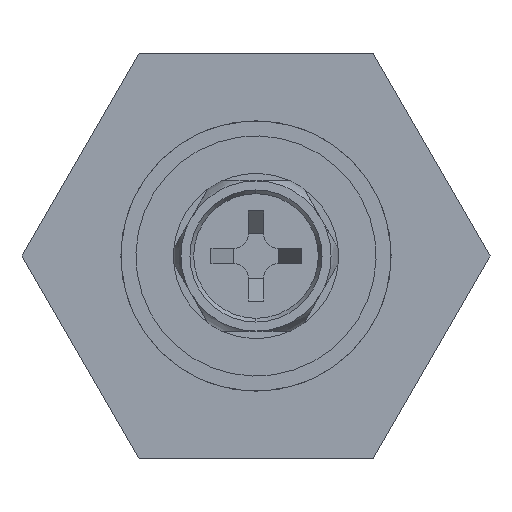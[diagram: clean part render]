
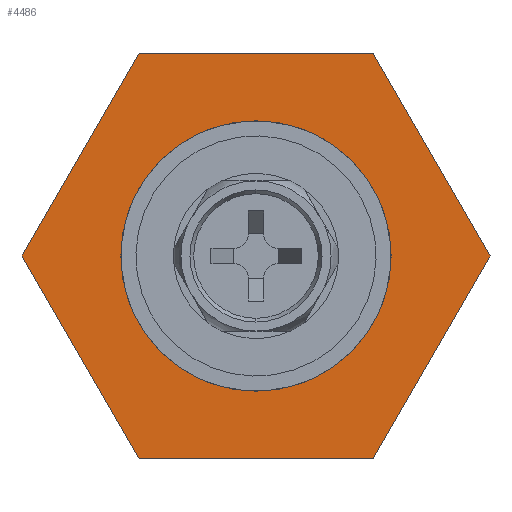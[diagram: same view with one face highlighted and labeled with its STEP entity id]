
A CAD part, left-side view. The second image highlights one B-rep face of the part: STEP entity #4486.
In plain terms, the highlighted face is planar.
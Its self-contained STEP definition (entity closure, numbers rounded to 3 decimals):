
#72 = LINE ( 'NONE', #4246, #3401 ) ;
#73 = LINE ( 'NONE', #3978, #3469 ) ;
#75 = LINE ( 'NONE', #4315, #3493 ) ;
#120 = LINE ( 'NONE', #4024, #3534 ) ;
#138 = LINE ( 'NONE', #4330, #3511 ) ;
#177 = LINE ( 'NONE', #3834, #3416 ) ;
#313 = FACE_BOUND ( 'NONE', #1622, .T. ) ;
#314 = FACE_OUTER_BOUND ( 'NONE', #1623, .T. ) ;
#645 = VERTEX_POINT ( 'NONE', #4308 ) ;
#652 = VERTEX_POINT ( 'NONE', #4242 ) ;
#661 = VERTEX_POINT ( 'NONE', #4346 ) ;
#662 = VERTEX_POINT ( 'NONE', #4289 ) ;
#680 = VERTEX_POINT ( 'NONE', #4122 ) ;
#1427 = VERTEX_POINT ( 'NONE', #4232 ) ;
#1472 = VERTEX_POINT ( 'NONE', #4003 ) ;
#1474 = VERTEX_POINT ( 'NONE', #4397 ) ;
#1622 = EDGE_LOOP ( 'NONE', ( #2847, #2901 ) ) ;
#1623 = EDGE_LOOP ( 'NONE', ( #2854, #2883, #2899, #2874, #2881, #2895 ) ) ;
#1641 = EDGE_CURVE ( 'NONE', #645, #1474, #75, .T. ) ;
#1642 = EDGE_CURVE ( 'NONE', #661, #662, #73, .T. ) ;
#1644 = EDGE_CURVE ( 'NONE', #680, #652, #72, .T. ) ;
#1661 = EDGE_CURVE ( 'NONE', #1474, #661, #120, .T. ) ;
#1679 = EDGE_CURVE ( 'NONE', #652, #645, #138, .T. ) ;
#1700 = EDGE_CURVE ( 'NONE', #1427, #1472, #3503, .T. ) ;
#1721 = EDGE_CURVE ( 'NONE', #662, #680, #177, .T. ) ;
#1938 = CIRCLE ( 'NONE', #2024, 9. ) ;
#2017 = AXIS2_PLACEMENT_3D ( 'NONE', #2515, #2696, #2607 ) ;
#2024 = AXIS2_PLACEMENT_3D ( 'NONE', #2677, #2348, #2341 ) ;
#2341 = DIRECTION ( 'NONE',  ( 1., 0., 0. ) ) ;
#2348 = DIRECTION ( 'NONE',  ( 0., 0., 1. ) ) ;
#2404 = PLANE ( 'NONE',  #2017 ) ;
#2515 = CARTESIAN_POINT ( 'NONE',  ( 0., -15.588, 0. ) ) ;
#2607 = DIRECTION ( 'NONE',  ( 1., 0., 0. ) ) ;
#2677 = CARTESIAN_POINT ( 'NONE',  ( 0., 0., 0. ) ) ;
#2696 = DIRECTION ( 'NONE',  ( 0., 0., 1. ) ) ;
#2847 = ORIENTED_EDGE ( 'NONE', *, *, #1700, .T. ) ;
#2854 = ORIENTED_EDGE ( 'NONE', *, *, #1644, .F. ) ;
#2874 = ORIENTED_EDGE ( 'NONE', *, *, #1661, .F. ) ;
#2881 = ORIENTED_EDGE ( 'NONE', *, *, #1641, .F. ) ;
#2883 = ORIENTED_EDGE ( 'NONE', *, *, #1721, .F. ) ;
#2895 = ORIENTED_EDGE ( 'NONE', *, *, #1679, .F. ) ;
#2899 = ORIENTED_EDGE ( 'NONE', *, *, #1642, .F. ) ;
#2901 = ORIENTED_EDGE ( 'NONE', *, *, #4514, .T. ) ;
#3401 = VECTOR ( 'NONE', #4256, 1000. ) ;
#3416 = VECTOR ( 'NONE', #3850, 1000. ) ;
#3427 = AXIS2_PLACEMENT_3D ( 'NONE', #4103, #4299, #4171 ) ;
#3469 = VECTOR ( 'NONE', #4235, 1000. ) ;
#3493 = VECTOR ( 'NONE', #3982, 1000. ) ;
#3503 = CIRCLE ( 'NONE', #3427, 9. ) ;
#3511 = VECTOR ( 'NONE', #4215, 1000. ) ;
#3534 = VECTOR ( 'NONE', #4312, 1000. ) ;
#3834 = CARTESIAN_POINT ( 'NONE',  ( -13.5, 7.794, 0. ) ) ;
#3850 = DIRECTION ( 'NONE',  ( 0., -1., 0. ) ) ;
#3978 = CARTESIAN_POINT ( 'NONE',  ( 0., 15.588, 0. ) ) ;
#3982 = DIRECTION ( 'NONE',  ( 0., 1., 0. ) ) ;
#4003 = CARTESIAN_POINT ( 'NONE',  ( -9., 0., 0. ) ) ;
#4024 = CARTESIAN_POINT ( 'NONE',  ( 13.5, 7.794, 0. ) ) ;
#4103 = CARTESIAN_POINT ( 'NONE',  ( 0., 0., 0. ) ) ;
#4122 = CARTESIAN_POINT ( 'NONE',  ( -13.5, -7.794, 0. ) ) ;
#4171 = DIRECTION ( 'NONE',  ( 1., 0., 0. ) ) ;
#4215 = DIRECTION ( 'NONE',  ( 0.866, 0.5, 0. ) ) ;
#4232 = CARTESIAN_POINT ( 'NONE',  ( 9., 0., 0. ) ) ;
#4235 = DIRECTION ( 'NONE',  ( -0.866, -0.5, 0. ) ) ;
#4242 = CARTESIAN_POINT ( 'NONE',  ( 0., -15.588, 0. ) ) ;
#4246 = CARTESIAN_POINT ( 'NONE',  ( -13.5, -7.794, 0. ) ) ;
#4256 = DIRECTION ( 'NONE',  ( 0.866, -0.5, 0. ) ) ;
#4289 = CARTESIAN_POINT ( 'NONE',  ( -13.5, 7.794, 0. ) ) ;
#4299 = DIRECTION ( 'NONE',  ( 0., 0., 1. ) ) ;
#4308 = CARTESIAN_POINT ( 'NONE',  ( 13.5, -7.794, 0. ) ) ;
#4312 = DIRECTION ( 'NONE',  ( -0.866, 0.5, 0. ) ) ;
#4315 = CARTESIAN_POINT ( 'NONE',  ( 13.5, -7.794, 0. ) ) ;
#4330 = CARTESIAN_POINT ( 'NONE',  ( 0., -15.588, 0. ) ) ;
#4346 = CARTESIAN_POINT ( 'NONE',  ( 0., 15.588, 0. ) ) ;
#4397 = CARTESIAN_POINT ( 'NONE',  ( 13.5, 7.794, 0. ) ) ;
#4486 = ADVANCED_FACE ( 'NONE', ( #313, #314 ), #2404, .F. ) ;
#4514 = EDGE_CURVE ( 'NONE', #1472, #1427, #1938, .T. ) ;
